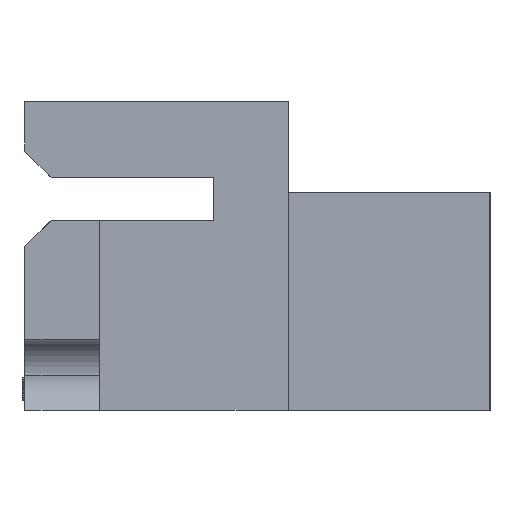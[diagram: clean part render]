
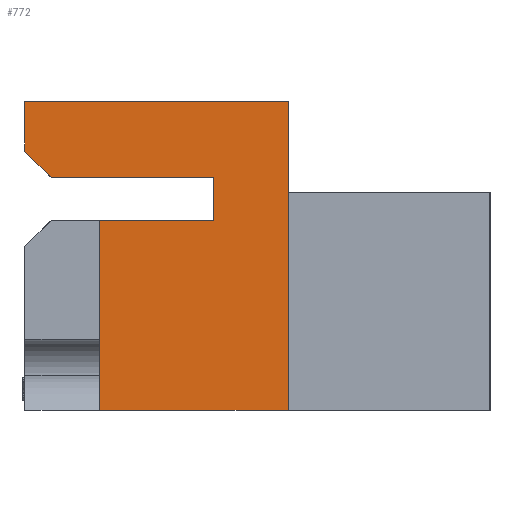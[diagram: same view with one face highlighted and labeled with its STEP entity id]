
A CAD part, left-side view. The second image highlights one B-rep face of the part: STEP entity #772.
In plain terms, the highlighted planar face has unit normal (-1, 0, 0).
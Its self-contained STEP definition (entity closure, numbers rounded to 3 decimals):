
#354 = DIRECTION ( 'NONE',  ( 0., -0.707, -0.707 ) ) ;
#563 = DIRECTION ( 'NONE',  ( 0., 1., 0. ) ) ;
#748 = EDGE_CURVE ( 'NONE', #2622, #6741, #13588, .T. ) ;
#772 = ADVANCED_FACE ( 'NONE', ( #11668 ), #2698, .F. ) ;
#1634 = EDGE_CURVE ( 'NONE', #11609, #20759, #9878, .T. ) ;
#2043 = CARTESIAN_POINT ( 'NONE',  ( 0., 0., 0. ) ) ;
#2316 = LINE ( 'NONE', #10490, #6691 ) ;
#2418 = LINE ( 'NONE', #14415, #17974 ) ;
#2622 = VERTEX_POINT ( 'NONE', #3816 ) ;
#2698 = PLANE ( 'NONE',  #20713 ) ;
#2829 = VECTOR ( 'NONE', #21778, 1000. ) ;
#2984 = EDGE_LOOP ( 'NONE', ( #20775, #11937, #16313, #24613, #18138, #18603, #5882, #14978, #24657 ) ) ;
#3486 = CARTESIAN_POINT ( 'NONE',  ( 0., 0., -5.182 ) ) ;
#3500 = CARTESIAN_POINT ( 'NONE',  ( 0., 10.363, -3.302 ) ) ;
#3816 = CARTESIAN_POINT ( 'NONE',  ( 0., 3.251, -3.302 ) ) ;
#4163 = CARTESIAN_POINT ( 'NONE',  ( 0., 11.506, -2.159 ) ) ;
#4337 = EDGE_CURVE ( 'NONE', #20759, #9135, #4412, .T. ) ;
#4366 = VECTOR ( 'NONE', #20010, 1000. ) ;
#4412 = LINE ( 'NONE', #24718, #10082 ) ;
#4515 = VECTOR ( 'NONE', #24739, 1000. ) ;
#4718 = CARTESIAN_POINT ( 'NONE',  ( 0., 0., 0. ) ) ;
#5320 = EDGE_CURVE ( 'NONE', #17848, #2622, #11145, .T. ) ;
#5882 = ORIENTED_EDGE ( 'NONE', *, *, #5320, .F. ) ;
#6108 = CARTESIAN_POINT ( 'NONE',  ( 0., 0., -13.487 ) ) ;
#6580 = CARTESIAN_POINT ( 'NONE',  ( 0., 3.251, -5.182 ) ) ;
#6691 = VECTOR ( 'NONE', #12472, 1000. ) ;
#6741 = VERTEX_POINT ( 'NONE', #3500 ) ;
#8173 = LINE ( 'NONE', #3486, #2829 ) ;
#8178 = EDGE_CURVE ( 'NONE', #11977, #6741, #26065, .T. ) ;
#8687 = DIRECTION ( 'NONE',  ( 1., 0., 0. ) ) ;
#8988 = EDGE_CURVE ( 'NONE', #9135, #15665, #26014, .T. ) ;
#9135 = VERTEX_POINT ( 'NONE', #6108 ) ;
#9284 = EDGE_CURVE ( 'NONE', #24174, #17848, #8173, .T. ) ;
#9878 = LINE ( 'NONE', #24096, #18492 ) ;
#10082 = VECTOR ( 'NONE', #16483, 1000. ) ;
#10422 = CARTESIAN_POINT ( 'NONE',  ( 0., 11.506, 0. ) ) ;
#10490 = CARTESIAN_POINT ( 'NONE',  ( 0., 8.255, -5.182 ) ) ;
#11145 = LINE ( 'NONE', #16341, #4515 ) ;
#11597 = DIRECTION ( 'NONE',  ( 0., -1., 0. ) ) ;
#11609 = VERTEX_POINT ( 'NONE', #10422 ) ;
#11668 = FACE_OUTER_BOUND ( 'NONE', #2984, .T. ) ;
#11937 = ORIENTED_EDGE ( 'NONE', *, *, #4337, .F. ) ;
#11977 = VERTEX_POINT ( 'NONE', #4163 ) ;
#12450 = DIRECTION ( 'NONE',  ( 0., 0., 1. ) ) ;
#12472 = DIRECTION ( 'NONE',  ( 0., 0., 1. ) ) ;
#13588 = LINE ( 'NONE', #15006, #26363 ) ;
#13621 = VECTOR ( 'NONE', #354, 1000. ) ;
#13982 = CARTESIAN_POINT ( 'NONE',  ( 0., 8.255, -5.182 ) ) ;
#14415 = CARTESIAN_POINT ( 'NONE',  ( 0., 11.506, -13.487 ) ) ;
#14978 = ORIENTED_EDGE ( 'NONE', *, *, #9284, .F. ) ;
#15006 = CARTESIAN_POINT ( 'NONE',  ( 0., 0., -3.302 ) ) ;
#15665 = VERTEX_POINT ( 'NONE', #20771 ) ;
#15735 = EDGE_CURVE ( 'NONE', #15665, #24174, #2316, .T. ) ;
#16313 = ORIENTED_EDGE ( 'NONE', *, *, #1634, .F. ) ;
#16341 = CARTESIAN_POINT ( 'NONE',  ( 0., 3.251, -5.182 ) ) ;
#16483 = DIRECTION ( 'NONE',  ( 0., 0., -1. ) ) ;
#17848 = VERTEX_POINT ( 'NONE', #6580 ) ;
#17974 = VECTOR ( 'NONE', #12450, 1000. ) ;
#18138 = ORIENTED_EDGE ( 'NONE', *, *, #8178, .T. ) ;
#18492 = VECTOR ( 'NONE', #11597, 1000. ) ;
#18563 = CARTESIAN_POINT ( 'NONE',  ( 0., 10.363, -3.302 ) ) ;
#18603 = ORIENTED_EDGE ( 'NONE', *, *, #748, .F. ) ;
#19044 = DIRECTION ( 'NONE',  ( 0., 0., -1. ) ) ;
#20010 = DIRECTION ( 'NONE',  ( 0., 1., 0. ) ) ;
#20232 = EDGE_CURVE ( 'NONE', #11977, #11609, #2418, .T. ) ;
#20713 = AXIS2_PLACEMENT_3D ( 'NONE', #4718, #8687, #19044 ) ;
#20759 = VERTEX_POINT ( 'NONE', #2043 ) ;
#20771 = CARTESIAN_POINT ( 'NONE',  ( 0., 8.255, -13.487 ) ) ;
#20775 = ORIENTED_EDGE ( 'NONE', *, *, #8988, .F. ) ;
#21778 = DIRECTION ( 'NONE',  ( 0., -1., 0. ) ) ;
#24096 = CARTESIAN_POINT ( 'NONE',  ( 0., 11.506, 0. ) ) ;
#24174 = VERTEX_POINT ( 'NONE', #13982 ) ;
#24207 = CARTESIAN_POINT ( 'NONE',  ( 0., -8.814, -13.487 ) ) ;
#24613 = ORIENTED_EDGE ( 'NONE', *, *, #20232, .F. ) ;
#24657 = ORIENTED_EDGE ( 'NONE', *, *, #15735, .F. ) ;
#24718 = CARTESIAN_POINT ( 'NONE',  ( 0., 0., 0. ) ) ;
#24739 = DIRECTION ( 'NONE',  ( 0., 0., 1. ) ) ;
#26014 = LINE ( 'NONE', #24207, #4366 ) ;
#26065 = LINE ( 'NONE', #18563, #13621 ) ;
#26363 = VECTOR ( 'NONE', #563, 1000. ) ;
